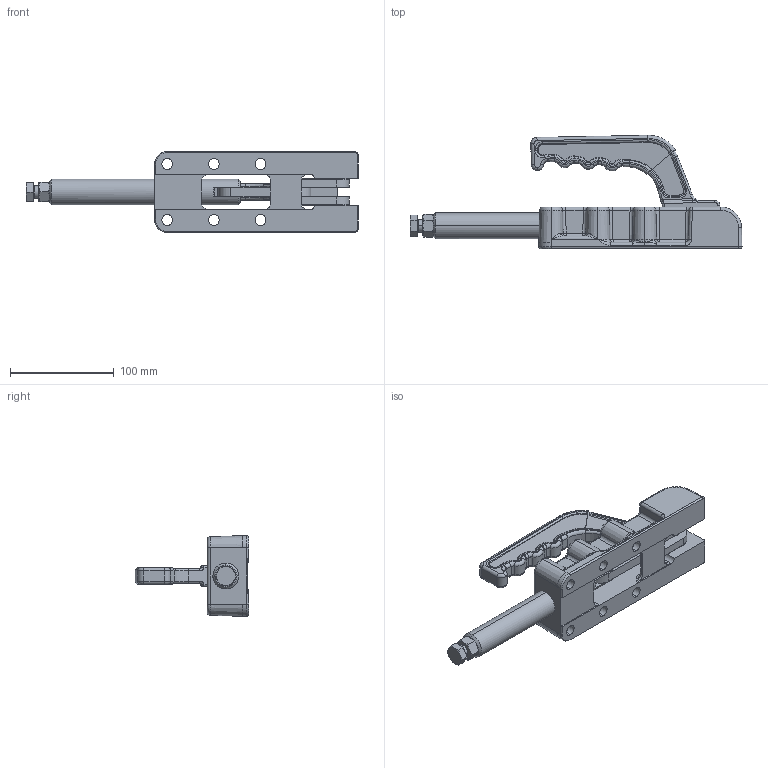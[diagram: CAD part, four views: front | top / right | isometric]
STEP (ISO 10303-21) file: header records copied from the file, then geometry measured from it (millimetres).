
FILE_DESCRIPTION (( 'STEP AP214' ), '1' );
FILE_NAME ('GH-32500(Â²¤Æ).STEP', '2020-06-15T09:26:57', ( 'LinWei' ), ( '' ), 'SwSTEP 2.0', 'SolidWorks 2016', '' );
FILE_SCHEMA (( 'AUTOMOTIVE_DESIGN' ));
Length unit declared in the file: millimetre
Products named in the file (6): 13250005-1^GH-32500(簡化); Group5^GH-32500(簡化); Group4^GH-32500(簡化); Group3^GH-32500(簡化); Group1^GH-32500(簡化); GH-32500(簡化)
Assembly tree (5 placements, depth 2):
  GH-32500(簡化)
    Group1^GH-32500(簡化)
    Group3^GH-32500(簡化)
    Group4^GH-32500(簡化)
    Group5^GH-32500(簡化)
    13250005-1^GH-32500(簡化)
Bounding box: 319.91 x 109.2 x 78.21 mm (x, y, z)
Volume: 512436.7 mm3; surface area: 121509.9 mm2
Topology: 5 solids, 5 shells, 593 faces, 1424 edges, 816 vertices
Faces by surface type: cylinder 191, torus 163, plane 103, bspline 74, cone 42, sphere 20
Entity records: 23347 total; most frequent: CARTESIAN_POINT 8315, DIRECTION 2998, ORIENTED_EDGE 2788, EDGE_CURVE 1394, AXIS2_PLACEMENT_3D 1283, VERTEX_POINT 816, CIRCLE 756, EDGE_LOOP 626
